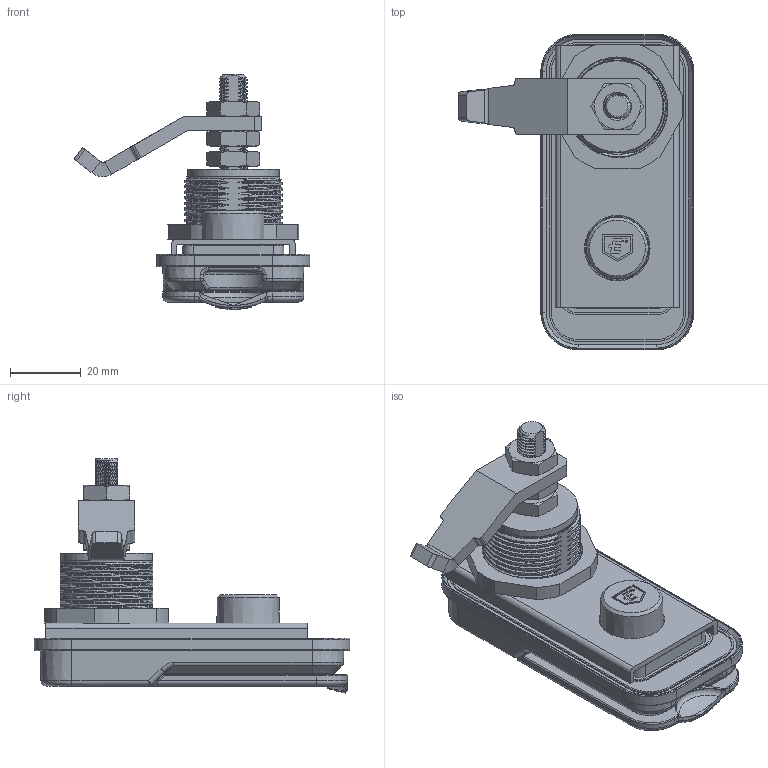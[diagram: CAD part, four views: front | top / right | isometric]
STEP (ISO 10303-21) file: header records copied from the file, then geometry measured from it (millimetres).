
FILE_DESCRIPTION(/* description */ ('LIFT & TURN LATCH, KEY LOCKING. SQUARE BASE MOUNT.','CAx-IF Rec.Pracs.---Representation and Presentation of Product Manufacturing Information (PMI)---4.0---2014-10-13'),/* implementation_level */ '2;1');
FILE_NAME(/* name */ '1-1816-K.stp',/* time_stamp */ '2024-10-28T13:54:53-04:00',/* author */ ('KBraun'),/* organization */ (''),/* preprocessor_version */ 'ST-DEVELOPER v20',/* originating_system */ 'Autodesk Inventor 2024',/* authorisation */ '');
FILE_SCHEMA (('AP242_MANAGED_MODEL_BASED_3D_ENGINEERING_MIM_LF { 1 0 10303 442 1 1 4 }'));
Products named in the file (1): 1-1816-K
Bounding box: 66.64 x 89.25 x 66.33 mm (x, y, z)
Volume: 59722.6 mm3; surface area: 53992.1 mm2
Topology: 35 solids, 35 shells, 2142 faces, 5746 edges, 3691 vertices
Faces by surface type: plane 861, bspline 563, cylinder 507, torus 92, cone 87, sphere 32
Full cylindrical faces by diameter (mm): 1.26 x1, 3.8 x1, 4 x4, 7 x3, 8.1 x1, 11.2 x1, 12.75 x2, 13.847 x1, 13.85 x1, 14.15 x1, 15.05 x1, 15.7 x1, 15.9 x1, 16.5 x1, 17.14 x1, 18 x1, 18.5 x1, 22.5 x1, 25.8 x1, 26.2 x1, 27 x2, 28.2 x1
Entity records: 174414 total; most frequent: CARTESIAN_POINT 125156, ORIENTED_EDGE 11444, DIRECTION 8320, EDGE_CURVE 5722, VERTEX_POINT 3691, AXIS2_PLACEMENT_3D 2790, LINE 2740, VECTOR 2740
